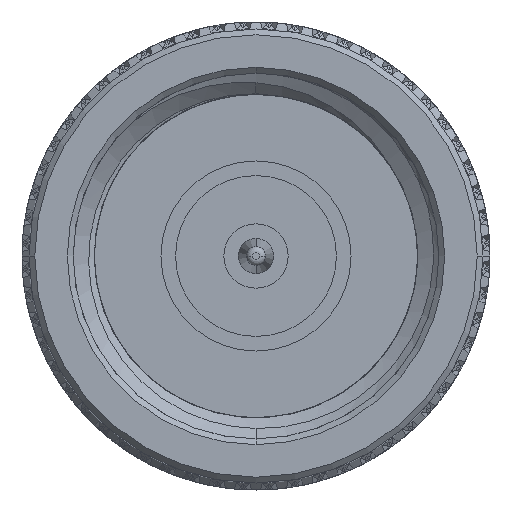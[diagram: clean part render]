
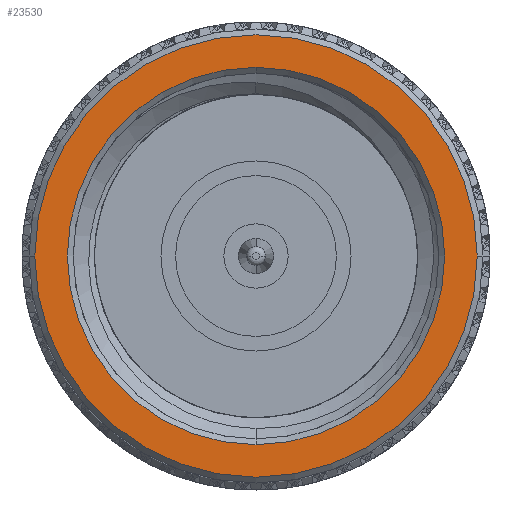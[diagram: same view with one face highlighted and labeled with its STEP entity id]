
A CAD part, left-side view. The second image highlights one B-rep face of the part: STEP entity #23530.
In plain terms, the highlighted planar face has unit normal (-1, 0, 0).
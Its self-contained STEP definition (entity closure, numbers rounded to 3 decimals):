
#3996 = ORIENTED_EDGE ( 'NONE', *, *, #20807, .T. ) ;
#4584 = CARTESIAN_POINT ( 'NONE',  ( 0., 0., 0. ) ) ;
#5327 = DIRECTION ( 'NONE',  ( 1., 0., 0. ) ) ;
#12342 = CARTESIAN_POINT ( 'NONE',  ( 0., 0., 0. ) ) ;
#12522 = CARTESIAN_POINT ( 'NONE',  ( 0., 0., 0. ) ) ;
#16199 = EDGE_LOOP ( 'NONE', ( #114403, #101348 ) ) ;
#20807 = EDGE_CURVE ( 'NONE', #112843, #56569, #89791, .T. ) ;
#22550 = DIRECTION ( 'NONE',  ( 1., 0., 0. ) ) ;
#23530 = ADVANCED_FACE ( 'NONE', ( #84998, #76831 ), #94382, .T. ) ;
#24081 = CARTESIAN_POINT ( 'NONE',  ( 0., 9.603, 0. ) ) ;
#24639 = EDGE_CURVE ( 'NONE', #56569, #112843, #86257, .T. ) ;
#31217 = DIRECTION ( 'NONE',  ( -1., 0., 0. ) ) ;
#40011 = CARTESIAN_POINT ( 'NONE',  ( 0., 9.857, 0. ) ) ;
#43153 = AXIS2_PLACEMENT_3D ( 'NONE', #12522, #22550, #48306 ) ;
#46409 = CARTESIAN_POINT ( 'NONE',  ( 0., 0., 8.191 ) ) ;
#48306 = DIRECTION ( 'NONE',  ( 0., -1., 0. ) ) ;
#50319 = CARTESIAN_POINT ( 'NONE',  ( 0., 0., 0. ) ) ;
#51868 = ORIENTED_EDGE ( 'NONE', *, *, #24639, .T. ) ;
#56569 = VERTEX_POINT ( 'NONE', #46409 ) ;
#56629 = CARTESIAN_POINT ( 'NONE',  ( 0., -9.603, 0. ) ) ;
#56840 = EDGE_CURVE ( 'NONE', #109968, #101916, #115384, .T. ) ;
#61946 = AXIS2_PLACEMENT_3D ( 'NONE', #40011, #31217, #65779 ) ;
#65779 = DIRECTION ( 'NONE',  ( 0., -1., 0. ) ) ;
#69014 = DIRECTION ( 'NONE',  ( 0., -1., 0. ) ) ;
#69950 = EDGE_LOOP ( 'NONE', ( #51868, #3996 ) ) ;
#76831 = FACE_OUTER_BOUND ( 'NONE', #16199, .T. ) ;
#84998 = FACE_BOUND ( 'NONE', #69950, .T. ) ;
#86257 = CIRCLE ( 'NONE', #110558, 8.191 ) ;
#89791 = CIRCLE ( 'NONE', #43153, 8.191 ) ;
#94116 = DIRECTION ( 'NONE',  ( 0., -1., 0. ) ) ;
#94382 = PLANE ( 'NONE',  #61946 ) ;
#99190 = AXIS2_PLACEMENT_3D ( 'NONE', #4584, #102309, #94116 ) ;
#101319 = DIRECTION ( 'NONE',  ( 0., -1., 0. ) ) ;
#101348 = ORIENTED_EDGE ( 'NONE', *, *, #107482, .T. ) ;
#101916 = VERTEX_POINT ( 'NONE', #56629 ) ;
#102088 = CARTESIAN_POINT ( 'NONE',  ( 0., 0., -8.191 ) ) ;
#102309 = DIRECTION ( 'NONE',  ( -1., 0., 0. ) ) ;
#106057 = AXIS2_PLACEMENT_3D ( 'NONE', #50319, #112867, #69014 ) ;
#107482 = EDGE_CURVE ( 'NONE', #101916, #109968, #114146, .T. ) ;
#109968 = VERTEX_POINT ( 'NONE', #24081 ) ;
#110558 = AXIS2_PLACEMENT_3D ( 'NONE', #12342, #5327, #101319 ) ;
#112843 = VERTEX_POINT ( 'NONE', #102088 ) ;
#112867 = DIRECTION ( 'NONE',  ( -1., 0., 0. ) ) ;
#114146 = CIRCLE ( 'NONE', #99190, 9.603 ) ;
#114403 = ORIENTED_EDGE ( 'NONE', *, *, #56840, .T. ) ;
#115384 = CIRCLE ( 'NONE', #106057, 9.603 ) ;
